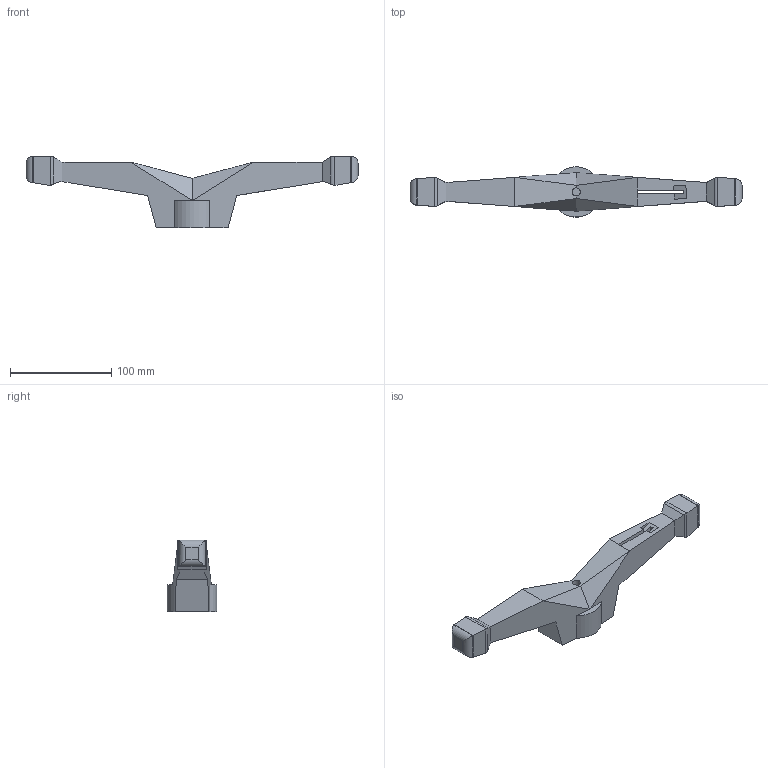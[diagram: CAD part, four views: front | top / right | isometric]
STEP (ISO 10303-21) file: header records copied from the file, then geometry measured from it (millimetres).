
FILE_DESCRIPTION(/* description */ (''),/* implementation_level */ '2;1');
FILE_NAME(/* name */ 'poig_doub_bras',/* time_stamp */ '2007-10-16T10:51:42+02:00',/* author */ (''),/* organization */ (''),/* preprocessor_version */ 'ST-DEVELOPER v9',/* originating_system */ 'UGS - NX 4.0',/* authorisation */ '');
FILE_SCHEMA (('CONFIG_CONTROL_DESIGN'));
Length unit declared in the file: millimetre
Products named in the file (1): crhE6AEzrvd
Bounding box: 327.7 x 49.32 x 71.04 mm (x, y, z)
Volume: 298963.7 mm3; surface area: 48060.7 mm2
Topology: 1 solids, 1 shells, 91 faces, 240 edges, 150 vertices
Faces by surface type: plane 68, cylinder 21, torus 2
Full cylindrical faces by diameter (mm): 3.5 x1, 8 x1
Entity records: 2888 total; most frequent: CARTESIAN_POINT 562, ORIENTED_EDGE 474, DIRECTION 448, EDGE_CURVE 237, LINE 186, VECTOR 186, VERTEX_POINT 149, AXIS2_PLACEMENT_3D 131
